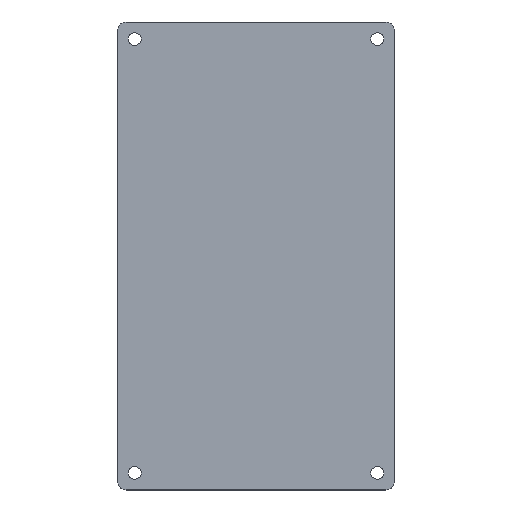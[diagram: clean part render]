
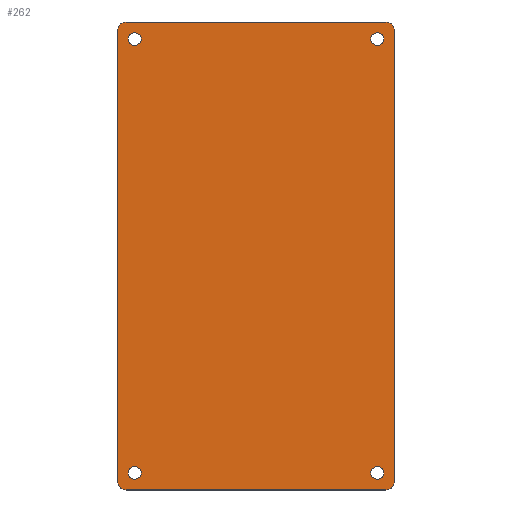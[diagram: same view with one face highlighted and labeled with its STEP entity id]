
A CAD part, top view. The second image highlights one B-rep face of the part: STEP entity #262.
In plain terms, the highlighted planar face has unit normal (0, 0, 1).
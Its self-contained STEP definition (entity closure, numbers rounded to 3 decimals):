
#23=FACE_BOUND('',#69,.T.);
#24=FACE_BOUND('',#70,.T.);
#25=FACE_BOUND('',#71,.T.);
#26=FACE_BOUND('',#72,.T.);
#32=PLANE('',#294);
#46=FACE_OUTER_BOUND('',#68,.T.);
#68=EDGE_LOOP('',(#229,#230,#231,#232,#233,#234,#235,#236));
#69=EDGE_LOOP('',(#237));
#70=EDGE_LOOP('',(#238));
#71=EDGE_LOOP('',(#239));
#72=EDGE_LOOP('',(#240));
#79=LINE('',#407,#95);
#85=LINE('',#422,#101);
#87=LINE('',#440,#103);
#88=LINE('',#442,#104);
#95=VECTOR('',#327,10.);
#101=VECTOR('',#343,10.);
#103=VECTOR('',#367,10.);
#104=VECTOR('',#370,10.);
#105=CIRCLE('',#266,2.);
#114=CIRCLE('',#278,2.);
#115=CIRCLE('',#280,2.);
#116=CIRCLE('',#283,2.);
#117=CIRCLE('',#285,1.5);
#118=CIRCLE('',#287,1.5);
#119=CIRCLE('',#289,1.5);
#120=CIRCLE('',#291,1.5);
#121=VERTEX_POINT('',#375);
#122=VERTEX_POINT('',#376);
#135=VERTEX_POINT('',#406);
#136=VERTEX_POINT('',#410);
#137=VERTEX_POINT('',#414);
#138=VERTEX_POINT('',#415);
#139=VERTEX_POINT('',#420);
#140=VERTEX_POINT('',#424);
#141=VERTEX_POINT('',#428);
#142=VERTEX_POINT('',#431);
#143=VERTEX_POINT('',#434);
#144=VERTEX_POINT('',#437);
#145=EDGE_CURVE('',#121,#122,#105,.T.);
#160=EDGE_CURVE('',#135,#122,#79,.T.);
#162=EDGE_CURVE('',#135,#136,#114,.T.);
#164=EDGE_CURVE('',#137,#138,#115,.T.);
#168=EDGE_CURVE('',#137,#139,#85,.T.);
#169=EDGE_CURVE('',#140,#139,#116,.T.);
#171=EDGE_CURVE('',#141,#141,#117,.T.);
#172=EDGE_CURVE('',#142,#142,#118,.T.);
#173=EDGE_CURVE('',#143,#143,#119,.T.);
#174=EDGE_CURVE('',#144,#144,#120,.T.);
#175=EDGE_CURVE('',#140,#136,#87,.T.);
#176=EDGE_CURVE('',#121,#138,#88,.T.);
#229=ORIENTED_EDGE('',*,*,#145,.F.);
#230=ORIENTED_EDGE('',*,*,#176,.T.);
#231=ORIENTED_EDGE('',*,*,#164,.F.);
#232=ORIENTED_EDGE('',*,*,#168,.T.);
#233=ORIENTED_EDGE('',*,*,#169,.F.);
#234=ORIENTED_EDGE('',*,*,#175,.T.);
#235=ORIENTED_EDGE('',*,*,#162,.F.);
#236=ORIENTED_EDGE('',*,*,#160,.T.);
#237=ORIENTED_EDGE('',*,*,#171,.T.);
#238=ORIENTED_EDGE('',*,*,#172,.T.);
#239=ORIENTED_EDGE('',*,*,#173,.T.);
#240=ORIENTED_EDGE('',*,*,#174,.T.);
#262=ADVANCED_FACE('',(#46,#23,#24,#25,#26),#32,.T.);
#266=AXIS2_PLACEMENT_3D('',#377,#299,#300);
#278=AXIS2_PLACEMENT_3D('',#411,#331,#332);
#280=AXIS2_PLACEMENT_3D('',#416,#336,#337);
#283=AXIS2_PLACEMENT_3D('',#425,#346,#347);
#285=AXIS2_PLACEMENT_3D('',#429,#351,#352);
#287=AXIS2_PLACEMENT_3D('',#432,#355,#356);
#289=AXIS2_PLACEMENT_3D('',#435,#359,#360);
#291=AXIS2_PLACEMENT_3D('',#438,#363,#364);
#294=AXIS2_PLACEMENT_3D('',#443,#371,#372);
#299=DIRECTION('center_axis',(0.,0.,-1.));
#300=DIRECTION('ref_axis',(0.707,-0.707,0.));
#327=DIRECTION('',(1.,0.,0.));
#331=DIRECTION('center_axis',(0.,0.,-1.));
#332=DIRECTION('ref_axis',(-0.707,-0.707,0.));
#336=DIRECTION('center_axis',(0.,0.,-1.));
#337=DIRECTION('ref_axis',(0.707,0.707,0.));
#343=DIRECTION('',(-1.,0.,0.));
#346=DIRECTION('center_axis',(0.,0.,-1.));
#347=DIRECTION('ref_axis',(-0.707,0.707,0.));
#351=DIRECTION('center_axis',(0.,0.,-1.));
#352=DIRECTION('ref_axis',(-1.,0.,0.));
#355=DIRECTION('center_axis',(0.,0.,-1.));
#356=DIRECTION('ref_axis',(-1.,0.,0.));
#359=DIRECTION('center_axis',(0.,0.,-1.));
#360=DIRECTION('ref_axis',(-1.,0.,0.));
#363=DIRECTION('center_axis',(0.,0.,-1.));
#364=DIRECTION('ref_axis',(-1.,0.,0.));
#367=DIRECTION('',(0.,-1.,0.));
#370=DIRECTION('',(0.,1.,0.));
#371=DIRECTION('center_axis',(0.,0.,1.));
#372=DIRECTION('ref_axis',(1.,0.,0.));
#375=CARTESIAN_POINT('',(32.5,-53.,1.4));
#376=CARTESIAN_POINT('',(30.5,-55.,1.4));
#377=CARTESIAN_POINT('Origin',(30.5,-53.,1.4));
#406=CARTESIAN_POINT('',(-30.5,-55.,1.4));
#407=CARTESIAN_POINT('',(32.5,-55.,1.4));
#410=CARTESIAN_POINT('',(-32.5,-53.,1.4));
#411=CARTESIAN_POINT('Origin',(-30.5,-53.,1.4));
#414=CARTESIAN_POINT('',(30.5,55.,1.4));
#415=CARTESIAN_POINT('',(32.5,53.,1.4));
#416=CARTESIAN_POINT('Origin',(30.5,53.,1.4));
#420=CARTESIAN_POINT('',(-30.5,55.,1.4));
#422=CARTESIAN_POINT('',(-32.5,55.,1.4));
#424=CARTESIAN_POINT('',(-32.5,53.,1.4));
#425=CARTESIAN_POINT('Origin',(-30.5,53.,1.4));
#428=CARTESIAN_POINT('',(30.,-51.,1.4));
#429=CARTESIAN_POINT('Origin',(28.5,-51.,1.4));
#431=CARTESIAN_POINT('',(-27.,-51.,1.4));
#432=CARTESIAN_POINT('Origin',(-28.5,-51.,1.4));
#434=CARTESIAN_POINT('',(30.,51.,1.4));
#435=CARTESIAN_POINT('Origin',(28.5,51.,1.4));
#437=CARTESIAN_POINT('',(-27.,51.,1.4));
#438=CARTESIAN_POINT('Origin',(-28.5,51.,1.4));
#440=CARTESIAN_POINT('',(-32.5,-55.,1.4));
#442=CARTESIAN_POINT('',(32.5,55.,1.4));
#443=CARTESIAN_POINT('Origin',(0.,0.,1.4));
